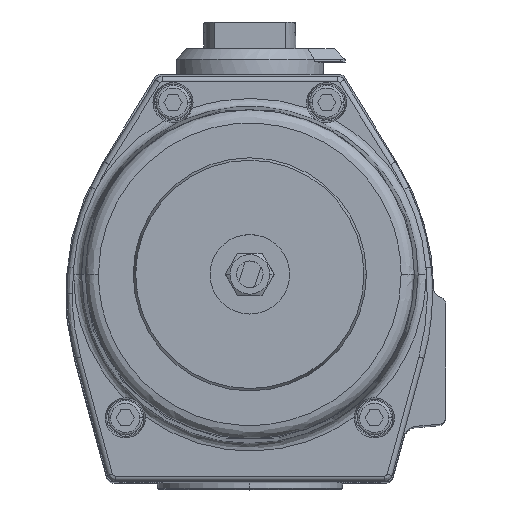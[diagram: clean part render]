
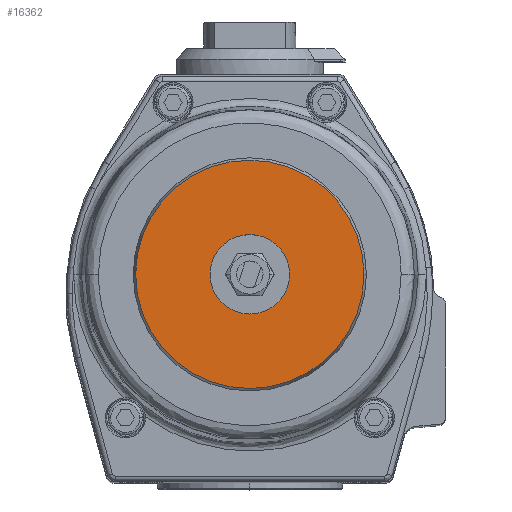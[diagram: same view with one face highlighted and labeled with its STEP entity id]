
A CAD part, top view. The second image highlights one B-rep face of the part: STEP entity #16362.
In plain terms, the highlighted planar face has unit normal (0, 0, 1).
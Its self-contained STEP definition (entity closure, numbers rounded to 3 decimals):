
#537 = DIRECTION ( 'NONE',  ( 0., 0., -1. ) ) ;
#1276 = AXIS2_PLACEMENT_3D ( 'NONE', #6284, #1825, #9159 ) ;
#1825 = DIRECTION ( 'NONE',  ( 0., 0., 1. ) ) ;
#2414 = VERTEX_POINT ( 'NONE', #6581 ) ;
#2721 = AXIS2_PLACEMENT_3D ( 'NONE', #14604, #18993, #13101 ) ;
#3003 = DIRECTION ( 'NONE',  ( 0., 0., -1. ) ) ;
#3264 = CARTESIAN_POINT ( 'NONE',  ( 15., 0., 0. ) ) ;
#3337 = EDGE_CURVE ( 'NONE', #15161, #2414, #5009, .T. ) ;
#3959 = ORIENTED_EDGE ( 'NONE', *, *, #13290, .T. ) ;
#4004 = ORIENTED_EDGE ( 'NONE', *, *, #3337, .F. ) ;
#4099 = FACE_OUTER_BOUND ( 'NONE', #17569, .T. ) ;
#4176 = ORIENTED_EDGE ( 'NONE', *, *, #9200, .T. ) ;
#5009 = CIRCLE ( 'NONE', #7440, 43.09 ) ;
#5762 = EDGE_LOOP ( 'NONE', ( #4176, #3959 ) ) ;
#6111 = CARTESIAN_POINT ( 'NONE',  ( 0., 0., 0. ) ) ;
#6284 = CARTESIAN_POINT ( 'NONE',  ( 0., 43.09, 0. ) ) ;
#6581 = CARTESIAN_POINT ( 'NONE',  ( 43.09, 0., 0. ) ) ;
#7294 = CARTESIAN_POINT ( 'NONE',  ( 0., 0., 0. ) ) ;
#7440 = AXIS2_PLACEMENT_3D ( 'NONE', #6111, #12108, #10559 ) ;
#7750 = DIRECTION ( 'NONE',  ( -1., 0., 0. ) ) ;
#8995 = CARTESIAN_POINT ( 'NONE',  ( -43.09, 0., 0. ) ) ;
#9094 = ORIENTED_EDGE ( 'NONE', *, *, #14627, .F. ) ;
#9159 = DIRECTION ( 'NONE',  ( 1., 0., 0. ) ) ;
#9200 = EDGE_CURVE ( 'NONE', #13320, #15365, #12636, .T. ) ;
#9352 = CARTESIAN_POINT ( 'NONE',  ( 0., 0., 0. ) ) ;
#9987 = CIRCLE ( 'NONE', #2721, 15. ) ;
#10559 = DIRECTION ( 'NONE',  ( -1., 0., 0. ) ) ;
#10614 = PLANE ( 'NONE',  #1276 ) ;
#12108 = DIRECTION ( 'NONE',  ( 0., 0., -1. ) ) ;
#12636 = CIRCLE ( 'NONE', #17045, 15. ) ;
#12841 = CARTESIAN_POINT ( 'NONE',  ( -15., 0., 0. ) ) ;
#13095 = AXIS2_PLACEMENT_3D ( 'NONE', #9352, #537, #7750 ) ;
#13101 = DIRECTION ( 'NONE',  ( -1., 0., 0. ) ) ;
#13290 = EDGE_CURVE ( 'NONE', #15365, #13320, #9987, .T. ) ;
#13320 = VERTEX_POINT ( 'NONE', #12841 ) ;
#13378 = CIRCLE ( 'NONE', #13095, 43.09 ) ;
#14604 = CARTESIAN_POINT ( 'NONE',  ( 0., 0., 0. ) ) ;
#14627 = EDGE_CURVE ( 'NONE', #2414, #15161, #13378, .T. ) ;
#15161 = VERTEX_POINT ( 'NONE', #8995 ) ;
#15228 = FACE_BOUND ( 'NONE', #5762, .T. ) ;
#15365 = VERTEX_POINT ( 'NONE', #3264 ) ;
#16174 = DIRECTION ( 'NONE',  ( -1., 0., 0. ) ) ;
#16362 = ADVANCED_FACE ( 'NONE', ( #15228, #4099 ), #10614, .T. ) ;
#17045 = AXIS2_PLACEMENT_3D ( 'NONE', #7294, #3003, #16174 ) ;
#17569 = EDGE_LOOP ( 'NONE', ( #4004, #9094 ) ) ;
#18993 = DIRECTION ( 'NONE',  ( 0., 0., -1. ) ) ;
